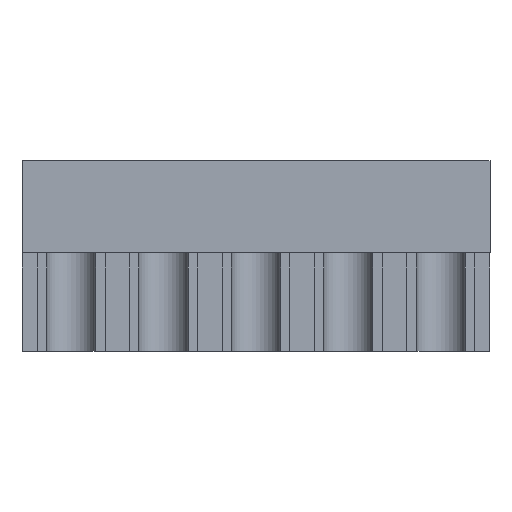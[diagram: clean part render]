
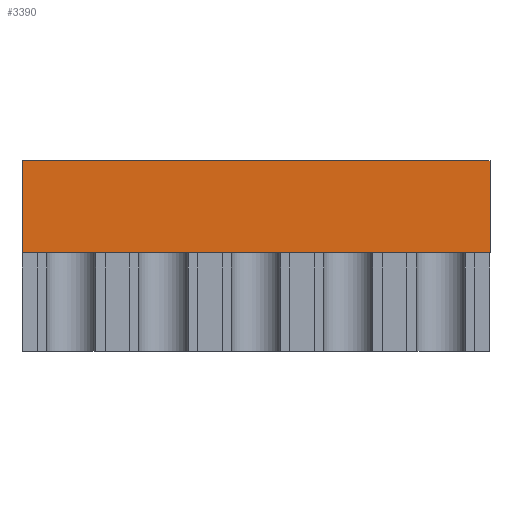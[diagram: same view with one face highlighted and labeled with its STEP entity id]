
A CAD part, front view. The second image highlights one B-rep face of the part: STEP entity #3390.
In plain terms, the highlighted planar face has unit normal (0, -1, 0).
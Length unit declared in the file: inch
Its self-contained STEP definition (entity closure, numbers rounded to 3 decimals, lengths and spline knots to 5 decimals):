
#166 = DIRECTION ( 'NONE',  ( 1., 0., 0. ) ) ;
#245 = VECTOR ( 'NONE', #1160, 39.37008 ) ;
#252 = CARTESIAN_POINT ( 'NONE',  ( 3.78092, 0.52936, 0.07874 ) ) ;
#296 = CARTESIAN_POINT ( 'NONE',  ( 4.08013, 0.52936, 0.07874 ) ) ;
#343 = AXIS2_PLACEMENT_3D ( 'NONE', #3205, #4735, #1626 ) ;
#455 = EDGE_CURVE ( 'NONE', #948, #2682, #3970, .T. ) ;
#483 = EDGE_CURVE ( 'NONE', #2682, #2820, #4025, .T. ) ;
#652 = ORIENTED_EDGE ( 'NONE', *, *, #979, .F. ) ;
#948 = VERTEX_POINT ( 'NONE', #4638 ) ;
#979 = EDGE_CURVE ( 'NONE', #948, #4556, #1027, .T. ) ;
#1027 = LINE ( 'NONE', #3450, #245 ) ;
#1037 = ORIENTED_EDGE ( 'NONE', *, *, #483, .T. ) ;
#1160 = DIRECTION ( 'NONE',  ( 1., 0., 0. ) ) ;
#1203 = VECTOR ( 'NONE', #3652, 39.37008 ) ;
#1246 = LINE ( 'NONE', #2057, #2147 ) ;
#1626 = DIRECTION ( 'NONE',  ( 1., 0., 0. ) ) ;
#2057 = CARTESIAN_POINT ( 'NONE',  ( 4.08013, 0.52936, 0.1378 ) ) ;
#2088 = CARTESIAN_POINT ( 'NONE',  ( 4.08013, 0.52936, 0.1378 ) ) ;
#2126 = FACE_OUTER_BOUND ( 'NONE', #4796, .T. ) ;
#2147 = VECTOR ( 'NONE', #2413, 39.37008 ) ;
#2403 = ORIENTED_EDGE ( 'NONE', *, *, #455, .T. ) ;
#2413 = DIRECTION ( 'NONE',  ( 0., 0., -1. ) ) ;
#2682 = VERTEX_POINT ( 'NONE', #252 ) ;
#2820 = VERTEX_POINT ( 'NONE', #296 ) ;
#3205 = CARTESIAN_POINT ( 'NONE',  ( 3.78092, 0.52936, 0.1378 ) ) ;
#3390 = ADVANCED_FACE ( 'NONE', ( #2126 ), #3539, .F. ) ;
#3450 = CARTESIAN_POINT ( 'NONE',  ( 3.78092, 0.52936, 0.1378 ) ) ;
#3539 = PLANE ( 'NONE',  #343 ) ;
#3584 = CARTESIAN_POINT ( 'NONE',  ( 3.78092, 0.52936, 0.07874 ) ) ;
#3652 = DIRECTION ( 'NONE',  ( 0., 0., -1. ) ) ;
#3655 = VECTOR ( 'NONE', #166, 39.37008 ) ;
#3901 = ORIENTED_EDGE ( 'NONE', *, *, #4407, .F. ) ;
#3970 = LINE ( 'NONE', #4774, #1203 ) ;
#4025 = LINE ( 'NONE', #3584, #3655 ) ;
#4407 = EDGE_CURVE ( 'NONE', #4556, #2820, #1246, .T. ) ;
#4556 = VERTEX_POINT ( 'NONE', #2088 ) ;
#4638 = CARTESIAN_POINT ( 'NONE',  ( 3.78092, 0.52936, 0.1378 ) ) ;
#4735 = DIRECTION ( 'NONE',  ( 0., 1., 0. ) ) ;
#4774 = CARTESIAN_POINT ( 'NONE',  ( 3.78092, 0.52936, 0.1378 ) ) ;
#4796 = EDGE_LOOP ( 'NONE', ( #1037, #3901, #652, #2403 ) ) ;
